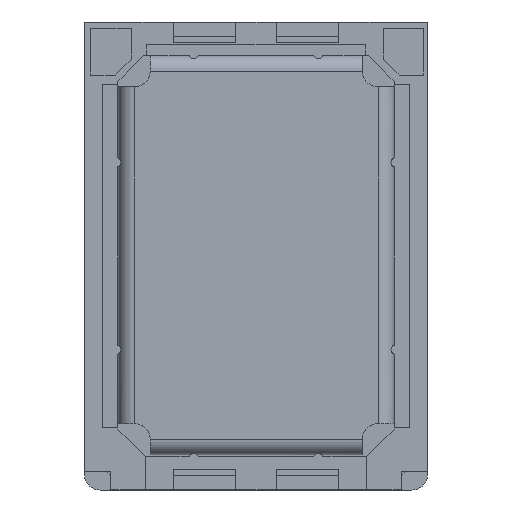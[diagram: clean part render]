
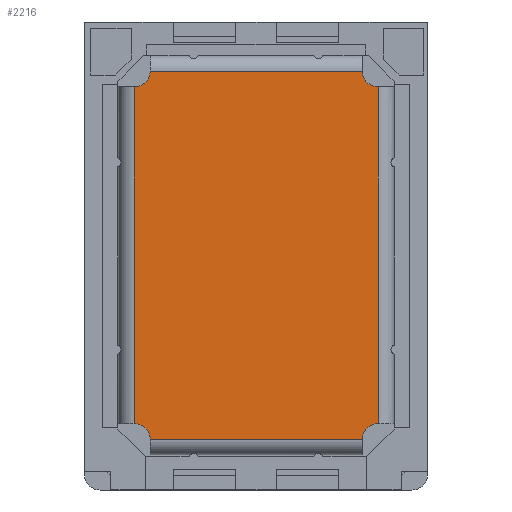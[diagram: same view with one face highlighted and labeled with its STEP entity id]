
A CAD part, front view. The second image highlights one B-rep face of the part: STEP entity #2216.
In plain terms, the highlighted planar face has unit normal (0, -1, 0).
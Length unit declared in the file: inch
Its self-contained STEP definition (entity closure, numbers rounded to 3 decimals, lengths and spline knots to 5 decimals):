
#20 = AXIS2_PLACEMENT_3D ( 'NONE', #1808, #5772, #3295 ) ;
#37 = DIRECTION ( 'NONE',  ( 1., 0., 0. ) ) ;
#38 = LINE ( 'NONE', #3478, #2938 ) ;
#59 = ORIENTED_EDGE ( 'NONE', *, *, #5662, .F. ) ;
#61 = CARTESIAN_POINT ( 'NONE',  ( 0.37041, -0.1378, -0.06201 ) ) ;
#107 = AXIS2_PLACEMENT_3D ( 'NONE', #1929, #3954, #298 ) ;
#298 = DIRECTION ( 'NONE',  ( 0., 0., 1. ) ) ;
#671 = VERTEX_POINT ( 'NONE', #2700 ) ;
#685 = DIRECTION ( 'NONE',  ( 1., 0., 0. ) ) ;
#754 = LINE ( 'NONE', #3840, #6219 ) ;
#866 = CARTESIAN_POINT ( 'NONE',  ( 0.06266, -0.1378, -0.08169 ) ) ;
#884 = EDGE_CURVE ( 'NONE', #6496, #984, #3095, .T. ) ;
#984 = VERTEX_POINT ( 'NONE', #5264 ) ;
#1019 = CARTESIAN_POINT ( 'NONE',  ( 0.35072, -0.1378, -0.06201 ) ) ;
#1050 = ORIENTED_EDGE ( 'NONE', *, *, #6147, .T. ) ;
#1099 = DIRECTION ( 'NONE',  ( 0., 0., 1. ) ) ;
#1160 = AXIS2_PLACEMENT_3D ( 'NONE', #2374, #4393, #6411 ) ;
#1177 = CARTESIAN_POINT ( 'NONE',  ( 0.35072, -0.1378, -0.52657 ) ) ;
#1201 = DIRECTION ( 'NONE',  ( 1., 0., 0. ) ) ;
#1299 = EDGE_CURVE ( 'NONE', #671, #5110, #38, .T. ) ;
#1329 = CARTESIAN_POINT ( 'NONE',  ( 0.37106, -0.1378, -0.50689 ) ) ;
#1385 = DIRECTION ( 'NONE',  ( 1., 0., 0. ) ) ;
#1391 = EDGE_LOOP ( 'NONE', ( #5516, #3945, #4241, #5935, #6238, #4684, #5988, #1050, #59, #2750, #1939, #3035 ) ) ;
#1696 = CARTESIAN_POINT ( 'NONE',  ( 0.37041, -0.1378, -0.50689 ) ) ;
#1759 = VERTEX_POINT ( 'NONE', #1019 ) ;
#1778 = VECTOR ( 'NONE', #685, 39.37008 ) ;
#1808 = CARTESIAN_POINT ( 'NONE',  ( 0.37041, -0.1378, -0.52657 ) ) ;
#1901 = DIRECTION ( 'NONE',  ( 0., 0., 1. ) ) ;
#1929 = CARTESIAN_POINT ( 'NONE',  ( 0.06332, -0.1378, -0.52657 ) ) ;
#1939 = ORIENTED_EDGE ( 'NONE', *, *, #5097, .T. ) ;
#1942 = CARTESIAN_POINT ( 'NONE',  ( 0.06332, -0.1378, -0.08169 ) ) ;
#1964 = CARTESIAN_POINT ( 'NONE',  ( 0.37106, -0.1378, -0.29429 ) ) ;
#2057 = CARTESIAN_POINT ( 'NONE',  ( 7.86986, -0.1378, -0.50689 ) ) ;
#2216 = ADVANCED_FACE ( 'NONE', ( #3974 ), #2346, .T. ) ;
#2346 = PLANE ( 'NONE',  #1160 ) ;
#2374 = CARTESIAN_POINT ( 'NONE',  ( 7.86986, -0.1378, 7.57409 ) ) ;
#2587 = CARTESIAN_POINT ( 'NONE',  ( 0.37106, -0.1378, -0.08169 ) ) ;
#2614 = CARTESIAN_POINT ( 'NONE',  ( 7.86986, -0.1378, -0.50689 ) ) ;
#2654 = AXIS2_PLACEMENT_3D ( 'NONE', #61, #4107, #1099 ) ;
#2662 = VERTEX_POINT ( 'NONE', #1696 ) ;
#2700 = CARTESIAN_POINT ( 'NONE',  ( 0.37041, -0.1378, -0.08169 ) ) ;
#2750 = ORIENTED_EDGE ( 'NONE', *, *, #884, .T. ) ;
#2769 = CARTESIAN_POINT ( 'NONE',  ( 7.86986, -0.1378, -0.52657 ) ) ;
#2771 = CIRCLE ( 'NONE', #20, 0.01969 ) ;
#2821 = VECTOR ( 'NONE', #4029, 39.37008 ) ;
#2856 = VECTOR ( 'NONE', #3988, 39.37008 ) ;
#2874 = EDGE_CURVE ( 'NONE', #5227, #5222, #6457, .T. ) ;
#2938 = VECTOR ( 'NONE', #2958, 39.37008 ) ;
#2958 = DIRECTION ( 'NONE',  ( 1., 0., 0. ) ) ;
#2990 = EDGE_CURVE ( 'NONE', #2662, #4941, #6023, .T. ) ;
#2999 = EDGE_CURVE ( 'NONE', #671, #1759, #5390, .T. ) ;
#3035 = ORIENTED_EDGE ( 'NONE', *, *, #2874, .T. ) ;
#3095 = LINE ( 'NONE', #6504, #2821 ) ;
#3271 = CIRCLE ( 'NONE', #3375, 0.01969 ) ;
#3272 = CARTESIAN_POINT ( 'NONE',  ( 0.08301, -0.1378, -0.52657 ) ) ;
#3295 = DIRECTION ( 'NONE',  ( 0., 0., 1. ) ) ;
#3333 = CARTESIAN_POINT ( 'NONE',  ( 0.06332, -0.1378, -0.50689 ) ) ;
#3375 = AXIS2_PLACEMENT_3D ( 'NONE', #3959, #4410, #1901 ) ;
#3436 = EDGE_CURVE ( 'NONE', #4104, #2662, #2771, .T. ) ;
#3473 = VECTOR ( 'NONE', #1385, 39.37008 ) ;
#3478 = CARTESIAN_POINT ( 'NONE',  ( 0.375, -0.1378, -0.08169 ) ) ;
#3544 = LINE ( 'NONE', #2057, #1778 ) ;
#3755 = LINE ( 'NONE', #2769, #6539 ) ;
#3840 = CARTESIAN_POINT ( 'NONE',  ( 0.05873, -0.1378, -0.08169 ) ) ;
#3945 = ORIENTED_EDGE ( 'NONE', *, *, #3436, .T. ) ;
#3954 = DIRECTION ( 'NONE',  ( 0., 1., 0. ) ) ;
#3959 = CARTESIAN_POINT ( 'NONE',  ( 0.06332, -0.1378, -0.06201 ) ) ;
#3974 = FACE_OUTER_BOUND ( 'NONE', #1391, .T. ) ;
#3988 = DIRECTION ( 'NONE',  ( 0., 0., -1. ) ) ;
#4029 = DIRECTION ( 'NONE',  ( 0., 0., -1. ) ) ;
#4104 = VERTEX_POINT ( 'NONE', #1177 ) ;
#4107 = DIRECTION ( 'NONE',  ( 0., 1., 0. ) ) ;
#4241 = ORIENTED_EDGE ( 'NONE', *, *, #2990, .T. ) ;
#4264 = EDGE_CURVE ( 'NONE', #6543, #1759, #5415, .T. ) ;
#4393 = DIRECTION ( 'NONE',  ( 0., -1., 0. ) ) ;
#4410 = DIRECTION ( 'NONE',  ( 0., 1., 0. ) ) ;
#4646 = VERTEX_POINT ( 'NONE', #1942 ) ;
#4684 = ORIENTED_EDGE ( 'NONE', *, *, #2999, .T. ) ;
#4860 = EDGE_CURVE ( 'NONE', #5222, #4104, #3755, .T. ) ;
#4893 = CARTESIAN_POINT ( 'NONE',  ( 7.86986, -0.1378, -0.06201 ) ) ;
#4941 = VERTEX_POINT ( 'NONE', #1329 ) ;
#5097 = EDGE_CURVE ( 'NONE', #984, #5227, #3544, .T. ) ;
#5110 = VERTEX_POINT ( 'NONE', #2587 ) ;
#5184 = VECTOR ( 'NONE', #37, 39.37008 ) ;
#5222 = VERTEX_POINT ( 'NONE', #3272 ) ;
#5227 = VERTEX_POINT ( 'NONE', #3333 ) ;
#5264 = CARTESIAN_POINT ( 'NONE',  ( 0.06266, -0.1378, -0.50689 ) ) ;
#5390 = CIRCLE ( 'NONE', #2654, 0.01969 ) ;
#5415 = LINE ( 'NONE', #4893, #3473 ) ;
#5516 = ORIENTED_EDGE ( 'NONE', *, *, #4860, .T. ) ;
#5662 = EDGE_CURVE ( 'NONE', #6496, #4646, #754, .T. ) ;
#5772 = DIRECTION ( 'NONE',  ( 0., 1., 0. ) ) ;
#5779 = DIRECTION ( 'NONE',  ( 1., 0., 0. ) ) ;
#5935 = ORIENTED_EDGE ( 'NONE', *, *, #6153, .F. ) ;
#5988 = ORIENTED_EDGE ( 'NONE', *, *, #4264, .F. ) ;
#6023 = LINE ( 'NONE', #2614, #5184 ) ;
#6147 = EDGE_CURVE ( 'NONE', #6543, #4646, #3271, .T. ) ;
#6153 = EDGE_CURVE ( 'NONE', #5110, #4941, #6499, .T. ) ;
#6219 = VECTOR ( 'NONE', #5779, 39.37008 ) ;
#6238 = ORIENTED_EDGE ( 'NONE', *, *, #1299, .F. ) ;
#6411 = DIRECTION ( 'NONE',  ( 0., 0., 1. ) ) ;
#6457 = CIRCLE ( 'NONE', #107, 0.01969 ) ;
#6460 = CARTESIAN_POINT ( 'NONE',  ( 0.08301, -0.1378, -0.06201 ) ) ;
#6496 = VERTEX_POINT ( 'NONE', #866 ) ;
#6499 = LINE ( 'NONE', #1964, #2856 ) ;
#6504 = CARTESIAN_POINT ( 'NONE',  ( 0.06266, -0.1378, 7.57409 ) ) ;
#6539 = VECTOR ( 'NONE', #1201, 39.37008 ) ;
#6543 = VERTEX_POINT ( 'NONE', #6460 ) ;
